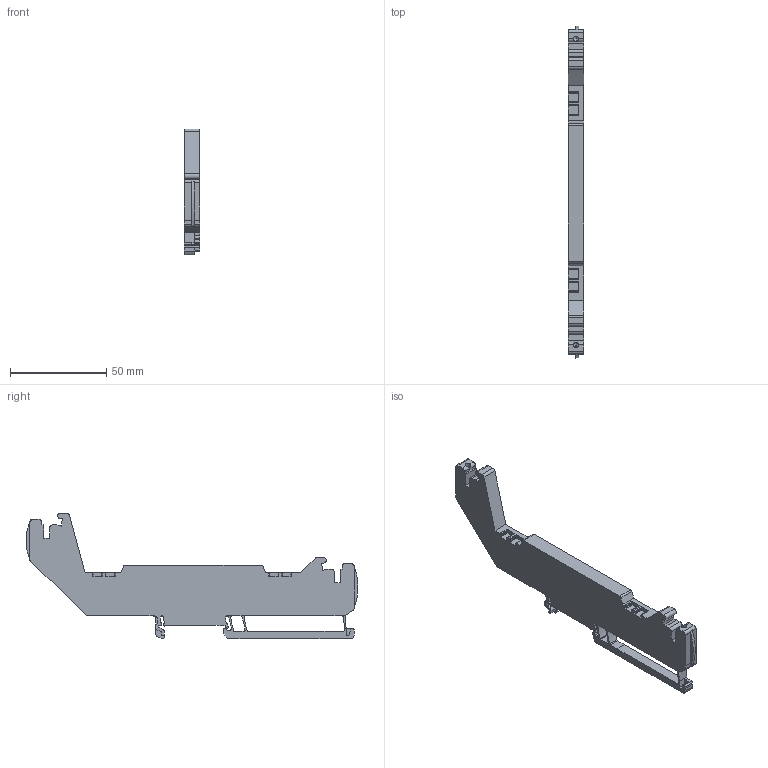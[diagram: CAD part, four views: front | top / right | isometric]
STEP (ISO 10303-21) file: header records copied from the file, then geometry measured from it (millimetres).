
FILE_DESCRIPTION(('CATIA V5 STEP Exchange','CAx-IF Rec.Pracs.--- Model Styling and Organization---1.4--- 2014-01-23'),'2;1');
FILE_NAME ('039411-2_1', '2022-11-30T12:39:46+00:00', ('none'), ('Weidmueller'), 'CATIA Version 5-6 Release 2016 SP3 HF44', 'CATIA V5 STEP AP214', 'none');
FILE_SCHEMA(('AUTOMOTIVE_DESIGN { 1 0 10303 214 1 1 1 1 }'));
Length unit declared in the file: millimetre
Products named in the file (1): 1715970000
Bounding box: 8 x 172.42 x 65.35 mm (x, y, z)
Volume: 37734.3 mm3; surface area: 15281.4 mm2
Topology: 1 solids, 1 shells, 261 faces, 776 edges, 509 vertices
Faces by surface type: plane 163, cylinder 94, cone 4
Entity records: 8451 total; most frequent: CARTESIAN_POINT 1632, ORIENTED_EDGE 1544, DIRECTION 1202, EDGE_CURVE 772, VECTOR 558, LINE 558, VERTEX_POINT 509, AXIS2_PLACEMENT_3D 423
